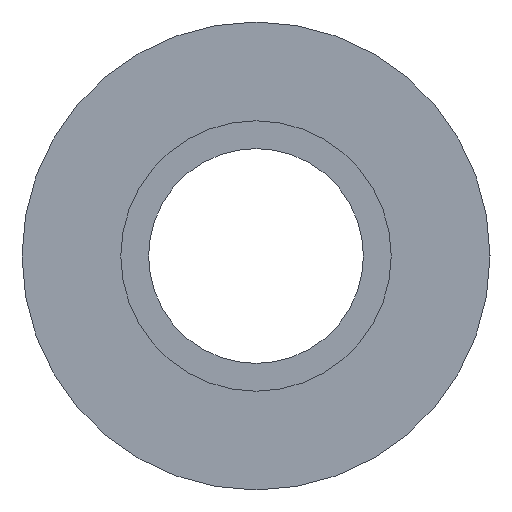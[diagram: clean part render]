
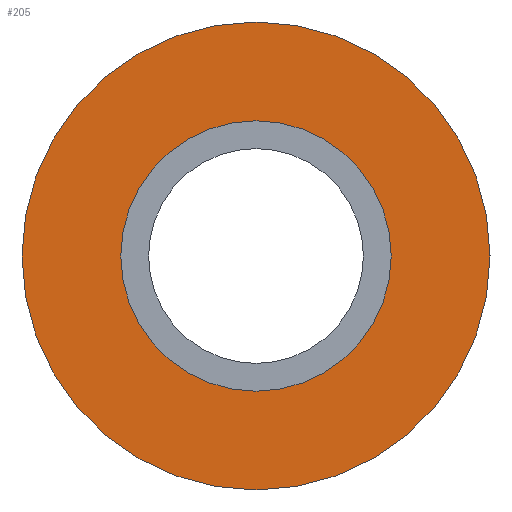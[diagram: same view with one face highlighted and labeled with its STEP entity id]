
A CAD part, front view. The second image highlights one B-rep face of the part: STEP entity #205.
In plain terms, the highlighted planar face has unit normal (0, -1, 0).
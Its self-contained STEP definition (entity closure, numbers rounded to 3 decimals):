
#20=FACE_BOUND('',#52,.T.);
#25=PLANE('',#253);
#34=FACE_OUTER_BOUND('',#51,.T.);
#51=EDGE_LOOP('',(#162));
#52=EDGE_LOOP('',(#163));
#90=CIRCLE('',#252,78.75);
#91=CIRCLE('',#254,38.15);
#106=VERTEX_POINT('',#370);
#107=VERTEX_POINT('',#374);
#125=EDGE_CURVE('',#106,#106,#90,.T.);
#127=EDGE_CURVE('',#107,#107,#91,.T.);
#162=ORIENTED_EDGE('',*,*,#125,.T.);
#163=ORIENTED_EDGE('',*,*,#127,.F.);
#205=ADVANCED_FACE('',(#34,#20),#25,.T.);
#252=AXIS2_PLACEMENT_3D('',#371,#303,#304);
#253=AXIS2_PLACEMENT_3D('',#373,#306,#307);
#254=AXIS2_PLACEMENT_3D('',#375,#308,#309);
#303=DIRECTION('center_axis',(0.,-1.,0.));
#304=DIRECTION('ref_axis',(1.,0.,0.));
#306=DIRECTION('center_axis',(0.,-1.,0.));
#307=DIRECTION('ref_axis',(0.,0.,-1.));
#308=DIRECTION('center_axis',(0.,-1.,0.));
#309=DIRECTION('ref_axis',(1.,0.,0.));
#370=CARTESIAN_POINT('',(78.75,26.75,0.));
#371=CARTESIAN_POINT('Origin',(0.,26.75,0.));
#373=CARTESIAN_POINT('Origin',(-38.15,26.75,0.));
#374=CARTESIAN_POINT('',(38.15,26.75,0.));
#375=CARTESIAN_POINT('Origin',(0.,26.75,0.));
